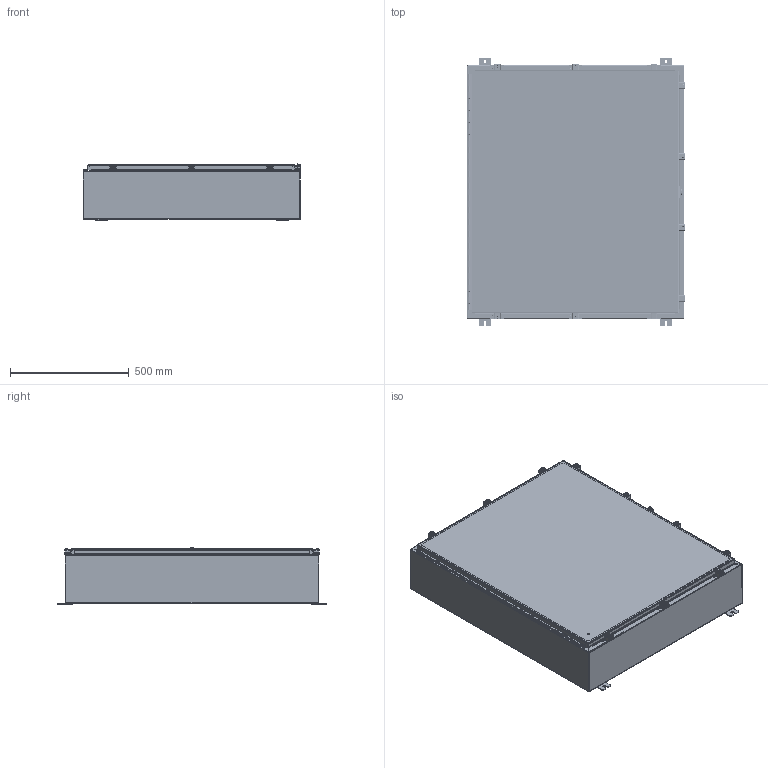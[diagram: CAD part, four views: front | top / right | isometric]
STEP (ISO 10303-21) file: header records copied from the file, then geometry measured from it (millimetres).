
FILE_DESCRIPTION(/* description */ ('MOUNTING FEET, N4 & N12, 2 X 2.5'),/* implementation_level */ '2;1');
FILE_NAME(/* name */ 'SSN4423608.stp',/* time_stamp */ '2016-11-04T19:05:37+06:00',/* author */ ('sdirisala'),/* organization */ ('HUBBELL WIEGMANN'),/* preprocessor_version */ 'ST-DEVELOPER v16.1',/* originating_system */ 'Autodesk Inventor 2016',/* authorisation */ 'MATTHEW SUMMERS');
FILE_SCHEMA (('AUTOMOTIVE_DESIGN { 1 0 10303 214 3 1 1 }'));
Length unit declared in the file: inch
Products named in the file (19): 34871; 38412; SSN4423608BKP; 32912; 40x34; 38846; SSN44236LID; 328141L; 328141T; 328141P; 328141; 38859; HFW30828 & HFW30829 CLAMP; HFW30828 & HFW30829 SCREW; HFW30828 & HFW30829 WASHER; 30818; HFW30828 & HFW30829 SPRING; HFW30828; SSN4423608
Assembly tree (46 placements, depth 3):
  SSN4423608
    34871  x4
    38412
    SSN4423608BKP
    32912
    40x34
    38846
    SSN44236LID
    328141
      328141L
      328141T
      328141P
    38859  x8
    HFW30828  x10
      HFW30828 & HFW30829 CLAMP
      HFW30828 & HFW30829 SCREW
      HFW30828 & HFW30829 WASHER
      HFW30828 & HFW30829 SPRING
    30818  x10
Bounding box: 917.84 x 1130.3 x 237.62 mm (x, y, z)
Volume: 6057781.2 mm3; surface area: 6310373.2 mm2
Topology: 61 solids, 221 shells, 2137 faces, 5598 edges, 3829 vertices
Faces by surface type: plane 1054, cylinder 600, bspline 317, cone 110, torus 56
Full cylindrical faces by diameter (mm): 2.794 x40, 3.048 x1, 3.967 x1, 5.359 x10, 6.35 x1, 7.163 x10, 8.382 x16, 8.56 x1, 8.89 x10, 11.125 x4, 12.7 x1, 13.208 x10, 15.875 x18
Entity records: 32899 total; most frequent: CARTESIAN_POINT 11328, ORIENTED_EDGE 4290, DIRECTION 4108, EDGE_CURVE 2175, LINE 1420, VECTOR 1420, VERTEX_POINT 1418, AXIS2_PLACEMENT_3D 1344
